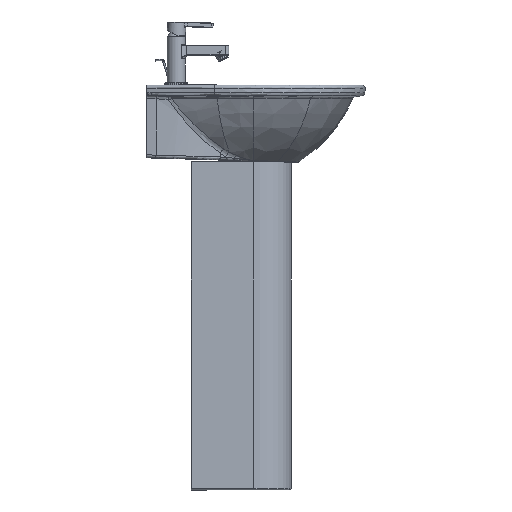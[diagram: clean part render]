
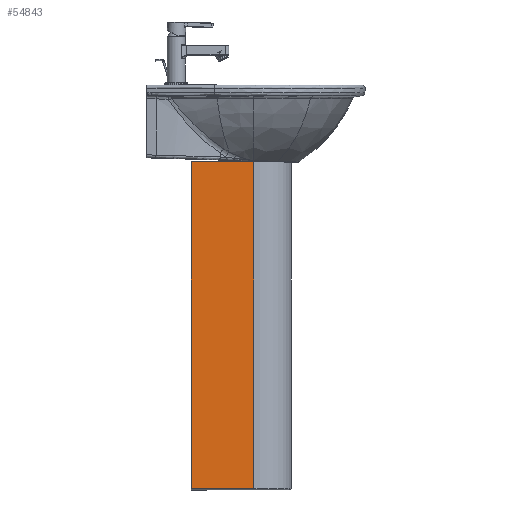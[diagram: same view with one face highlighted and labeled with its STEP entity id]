
A CAD part, front view. The second image highlights one B-rep face of the part: STEP entity #54843.
In plain terms, the highlighted planar face has unit normal (0.026, -1, 0).
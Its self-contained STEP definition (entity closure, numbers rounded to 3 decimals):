
#54373=CARTESIAN_POINT('',(0.,-88.5,0.0));
#54374=VERTEX_POINT('',#54373);
#54381=CARTESIAN_POINT('',(137.171,-84.981,0.0));
#54382=VERTEX_POINT('',#54381);
#54383=CARTESIAN_POINT('',(0.,-88.5,0.0));
#54384=DIRECTION('',(1.,0.026,0.0));
#54385=VECTOR('',#54384,137.216);
#54386=LINE('',#54383,#54385);
#54387=EDGE_CURVE('',#54374,#54382,#54386,.T.);
#54802=CARTESIAN_POINT('',(137.171,-84.981,-719.0));
#54803=VERTEX_POINT('',#54802);
#54804=CARTESIAN_POINT('',(137.171,-84.981,-719.0));
#54805=DIRECTION('',(0.0,0.0,1.0));
#54806=VECTOR('',#54805,719.0);
#54807=LINE('',#54804,#54806);
#54808=EDGE_CURVE('',#54382,#54803,#54807,.F.);
#54820=CARTESIAN_POINT('',(0.,-88.5,0.0));
#54821=DIRECTION('',(-0.026,1.,0.0));
#54822=DIRECTION('',(0.0,0.0,1.0));
#54823=AXIS2_PLACEMENT_3D('',#54820,#54821,#54822);
#54824=PLANE('',#54823);
#54825=CARTESIAN_POINT('',(0.,-88.5,-719.0));
#54826=VERTEX_POINT('',#54825);
#54827=CARTESIAN_POINT('',(137.171,-84.981,-719.0));
#54828=DIRECTION('',(-1.,-0.026,0.0));
#54829=VECTOR('',#54828,137.216);
#54830=LINE('',#54827,#54829);
#54831=EDGE_CURVE('',#54826,#54803,#54830,.F.);
#54832=ORIENTED_EDGE('',*,*,#54831,.T.);
#54833=ORIENTED_EDGE('',*,*,#54808,.F.);
#54834=ORIENTED_EDGE('',*,*,#54387,.F.);
#54835=CARTESIAN_POINT('',(0.,-88.5,0.0));
#54836=DIRECTION('',(0.0,0.0,-1.0));
#54837=VECTOR('',#54836,719.0);
#54838=LINE('',#54835,#54837);
#54839=EDGE_CURVE('',#54374,#54826,#54838,.T.);
#54840=ORIENTED_EDGE('',*,*,#54839,.T.);
#54841=EDGE_LOOP('',(#54832,#54833,#54834,#54840));
#54842=FACE_OUTER_BOUND('',#54841,.T.);
#54843=ADVANCED_FACE('',(#54842),#54824,.F.);
